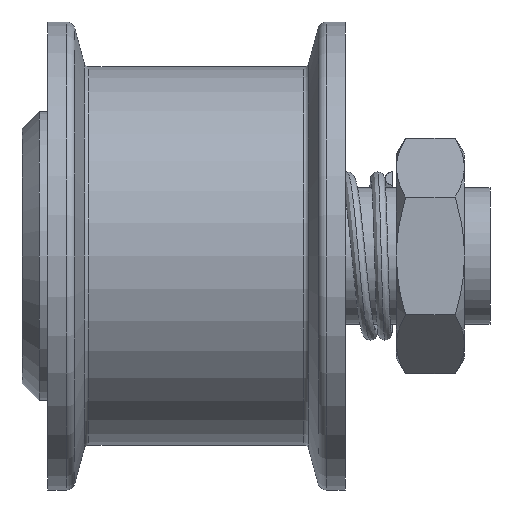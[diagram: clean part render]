
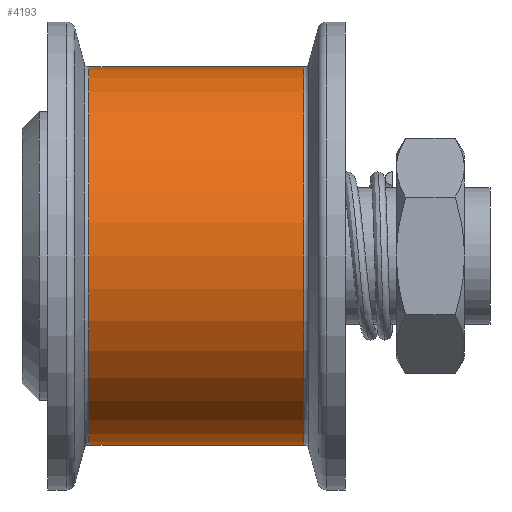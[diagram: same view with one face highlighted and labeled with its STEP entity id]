
A CAD part, left-side view. The second image highlights one B-rep face of the part: STEP entity #4193.
In plain terms, the highlighted cylindrical face has radius 22.25 mm (diameter 44.5 mm), a partial arc.
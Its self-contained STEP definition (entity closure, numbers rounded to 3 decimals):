
#29 = DIRECTION ( 'NONE',  ( 0., 1., 0. ) ) ;
#72 = EDGE_CURVE ( 'NONE', #9934, #2911, #7681, .T. ) ;
#111 = ORIENTED_EDGE ( 'NONE', *, *, #10605, .F. ) ;
#205 = CIRCLE ( 'NONE', #5215, 22.25 ) ;
#433 = DIRECTION ( 'NONE',  ( 0., 0., 1. ) ) ;
#734 = CARTESIAN_POINT ( 'NONE',  ( 0., 30.133, 22.25 ) ) ;
#933 = ORIENTED_EDGE ( 'NONE', *, *, #6013, .T. ) ;
#1078 = VERTEX_POINT ( 'NONE', #11501 ) ;
#1868 = ORIENTED_EDGE ( 'NONE', *, *, #10186, .T. ) ;
#2376 = CYLINDRICAL_SURFACE ( 'NONE', #11399, 22.25 ) ;
#2779 = DIRECTION ( 'NONE',  ( 0., 1., 0. ) ) ;
#2911 = VERTEX_POINT ( 'NONE', #734 ) ;
#3088 = CARTESIAN_POINT ( 'NONE',  ( 0., 35., 0. ) ) ;
#3179 = EDGE_LOOP ( 'NONE', ( #111, #933, #5812, #1868 ) ) ;
#4193 = ADVANCED_FACE ( 'NONE', ( #4264 ), #2376, .T. ) ;
#4264 = FACE_OUTER_BOUND ( 'NONE', #3179, .T. ) ;
#4959 = VECTOR ( 'NONE', #29, 1000. ) ;
#5215 = AXIS2_PLACEMENT_3D ( 'NONE', #12157, #11359, #433 ) ;
#5812 = ORIENTED_EDGE ( 'NONE', *, *, #72, .T. ) ;
#6013 = EDGE_CURVE ( 'NONE', #1078, #9934, #10713, .T. ) ;
#6150 = DIRECTION ( 'NONE',  ( 0., 0., 1. ) ) ;
#6243 = DIRECTION ( 'NONE',  ( 0., 1., 0. ) ) ;
#6630 = VECTOR ( 'NONE', #2779, 1000. ) ;
#7681 = LINE ( 'NONE', #11675, #6630 ) ;
#7723 = CARTESIAN_POINT ( 'NONE',  ( 0., 30.133, -22.25 ) ) ;
#7949 = LINE ( 'NONE', #8804, #4959 ) ;
#8462 = VERTEX_POINT ( 'NONE', #7723 ) ;
#8804 = CARTESIAN_POINT ( 'NONE',  ( 0., 35., -22.25 ) ) ;
#9121 = DIRECTION ( 'NONE',  ( 0., 0., 1. ) ) ;
#9934 = VERTEX_POINT ( 'NONE', #12829 ) ;
#10186 = EDGE_CURVE ( 'NONE', #2911, #8462, #205, .T. ) ;
#10605 = EDGE_CURVE ( 'NONE', #1078, #8462, #7949, .T. ) ;
#10713 = CIRCLE ( 'NONE', #10916, 22.25 ) ;
#10916 = AXIS2_PLACEMENT_3D ( 'NONE', #12216, #6243, #9121 ) ;
#11132 = DIRECTION ( 'NONE',  ( 0., 1., 0. ) ) ;
#11359 = DIRECTION ( 'NONE',  ( 0., -1., 0. ) ) ;
#11399 = AXIS2_PLACEMENT_3D ( 'NONE', #3088, #11132, #6150 ) ;
#11501 = CARTESIAN_POINT ( 'NONE',  ( 0., 4.867, -22.25 ) ) ;
#11675 = CARTESIAN_POINT ( 'NONE',  ( 0., 35., 22.25 ) ) ;
#12157 = CARTESIAN_POINT ( 'NONE',  ( 0., 30.133, 0. ) ) ;
#12216 = CARTESIAN_POINT ( 'NONE',  ( 0., 4.867, 0. ) ) ;
#12829 = CARTESIAN_POINT ( 'NONE',  ( 0., 4.867, 22.25 ) ) ;
